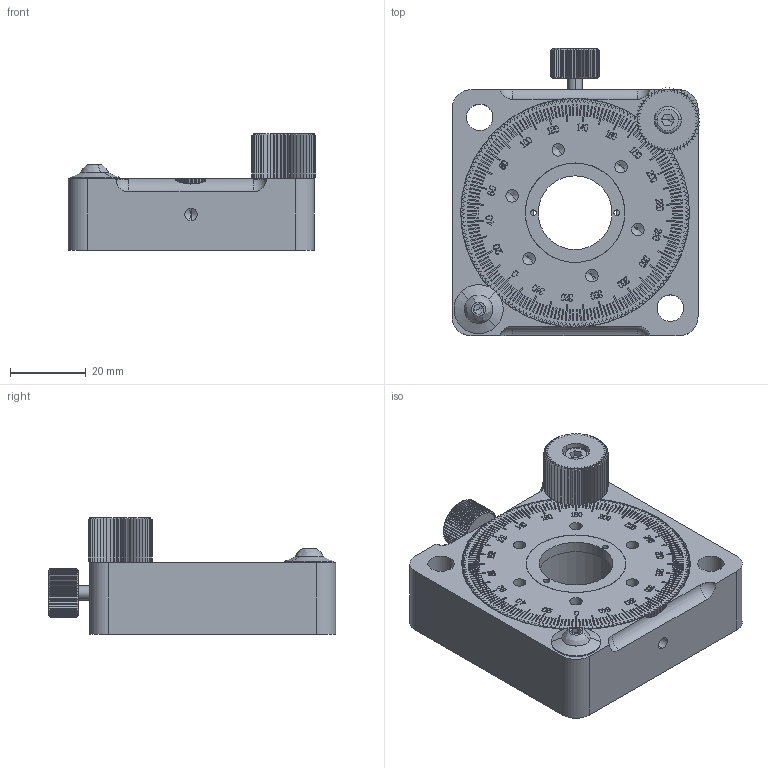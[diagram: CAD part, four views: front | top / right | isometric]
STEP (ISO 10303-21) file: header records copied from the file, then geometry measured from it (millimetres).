
FILE_DESCRIPTION (( 'STEP AP203' ), '1' );
FILE_NAME ('06RSA-1M.STEP', '2016-05-12T07:07:51', ( '' ), ( '' ), 'SwSTEP 2.0', 'SolidWorks 2016', '' );
FILE_SCHEMA (( 'CONFIG_CONTROL_DESIGN' ));
Length unit declared in the file: millimetre
Products named in the file (1): 06RSA-1M
Bounding box: 65.49 x 76 x 30.9 mm (x, y, z)
Volume: 65222.5 mm3; surface area: 36604.9 mm2
Topology: 39 solids, 39 shells, 4029 faces, 11189 edges, 7444 vertices
Faces by surface type: plane 3114, cylinder 553, cone 255, sphere 62, bspline 45
Entity records: 129788 total; most frequent: CARTESIAN_POINT 27019, ORIENTED_EDGE 22064, DIRECTION 19898, EDGE_CURVE 11032, LINE 9080, VECTOR 9080, VERTEX_POINT 7363, AXIS2_PLACEMENT_3D 5409
